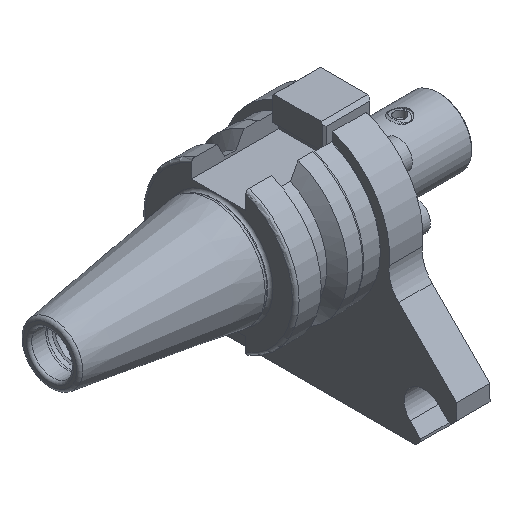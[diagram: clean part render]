
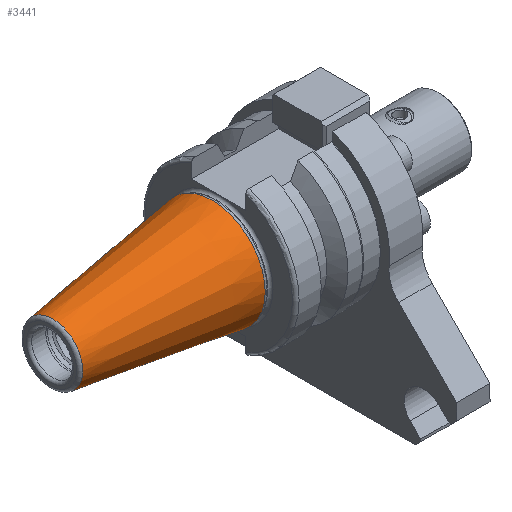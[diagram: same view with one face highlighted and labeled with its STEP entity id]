
A CAD part, isometric view. The second image highlights one B-rep face of the part: STEP entity #3441.
In plain terms, the highlighted conical face has half-angle 8.297 degrees and reference radius 12.408 mm.
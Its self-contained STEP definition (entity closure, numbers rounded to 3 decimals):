
#3407=CARTESIAN_POINT('',(-47.544,8.941,0.0));
#3408=VERTEX_POINT('',#3407);
#3409=CARTESIAN_POINT('',(-47.544,0.0,0.0));
#3410=DIRECTION('',(1.0,0.0,0.0));
#3411=DIRECTION('',(0.0,1.0,0.0));
#3412=AXIS2_PLACEMENT_3D('',#3409,#3410,#3411);
#3413=CIRCLE('',#3412,8.941);
#3414=EDGE_CURVE('',#3408,#3408,#3413,.T.);
#3422=CARTESIAN_POINT('',(-23.772,0.0,0.0));
#3423=DIRECTION('',(1.0,0.0,0.0));
#3424=DIRECTION('',(0.0,1.0,0.0));
#3425=AXIS2_PLACEMENT_3D('',#3422,#3423,#3424);
#3426=CONICAL_SURFACE('',#3425,12.408,8.297);
#3427=CARTESIAN_POINT('',(0.0,15.875,0.0));
#3428=VERTEX_POINT('',#3427);
#3429=CARTESIAN_POINT('',(0.0,0.0,0.0));
#3430=DIRECTION('',(1.0,0.0,0.0));
#3431=DIRECTION('',(0.0,1.0,0.0));
#3432=AXIS2_PLACEMENT_3D('',#3429,#3430,#3431);
#3433=CIRCLE('',#3432,15.875);
#3434=EDGE_CURVE('',#3428,#3428,#3433,.T.);
#3435=ORIENTED_EDGE('',*,*,#3434,.F.);
#3436=EDGE_LOOP('',(#3435));
#3437=FACE_OUTER_BOUND('',#3436,.T.);
#3438=ORIENTED_EDGE('',*,*,#3414,.T.);
#3439=EDGE_LOOP('',(#3438));
#3440=FACE_BOUND('',#3439,.T.);
#3441=ADVANCED_FACE('',(#3437,#3440),#3426,.T.);
